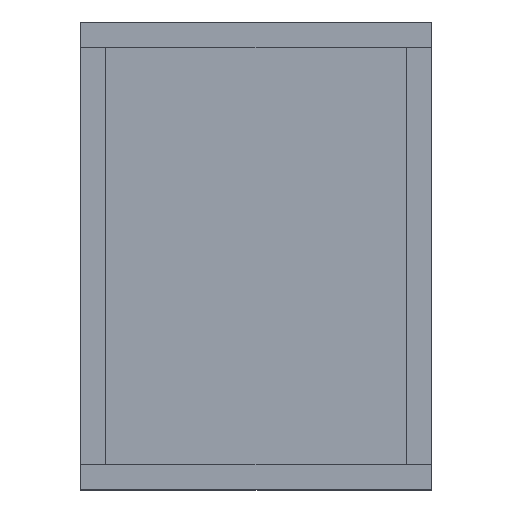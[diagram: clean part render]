
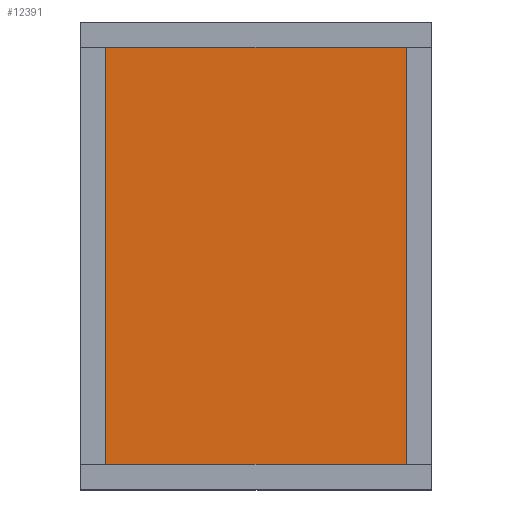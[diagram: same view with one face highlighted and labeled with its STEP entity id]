
A CAD part, top view. The second image highlights one B-rep face of the part: STEP entity #12391.
In plain terms, the highlighted planar face has unit normal (0, 0, 1).
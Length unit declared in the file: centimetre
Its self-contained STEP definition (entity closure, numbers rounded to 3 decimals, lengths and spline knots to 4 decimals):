
#729=FACE_OUTER_BOUND('',#1395,.T.);
#1395=EDGE_LOOP('',(#8099,#8100,#8101,#8102));
#2103=LINE('',#17486,#3512);
#2108=LINE('',#17496,#3517);
#2112=LINE('',#17504,#3521);
#2116=LINE('',#17510,#3525);
#3512=VECTOR('',#14075,1.);
#3517=VECTOR('',#14082,1.);
#3521=VECTOR('',#14088,1.);
#3525=VECTOR('',#14094,1.);
#4921=VERTEX_POINT('',#17483);
#4922=VERTEX_POINT('',#17485);
#4926=VERTEX_POINT('',#17494);
#4929=VERTEX_POINT('',#17503);
#6176=EDGE_CURVE('',#4921,#4922,#2103,.T.);
#6181=EDGE_CURVE('',#4926,#4921,#2108,.T.);
#6185=EDGE_CURVE('',#4922,#4929,#2112,.T.);
#6189=EDGE_CURVE('',#4929,#4926,#2116,.T.);
#8099=ORIENTED_EDGE('',*,*,#6185,.F.);
#8100=ORIENTED_EDGE('',*,*,#6176,.F.);
#8101=ORIENTED_EDGE('',*,*,#6181,.F.);
#8102=ORIENTED_EDGE('',*,*,#6189,.F.);
#11893=PLANE('',#13074);
#12391=ADVANCED_FACE('',(#729),#11893,.T.);
#13074=AXIS2_PLACEMENT_3D('',#17511,#14095,#14096);
#14075=DIRECTION('',(1.,0.,0.));
#14082=DIRECTION('',(0.,1.,0.));
#14088=DIRECTION('',(0.,-1.,0.));
#14094=DIRECTION('',(-1.,0.,0.));
#14095=DIRECTION('center_axis',(0.,0.,1.));
#14096=DIRECTION('ref_axis',(-1.,0.,0.));
#17483=CARTESIAN_POINT('',(-0.77,1.07,-1.0949));
#17485=CARTESIAN_POINT('',(0.77,1.07,-1.0949));
#17486=CARTESIAN_POINT('',(0.77,1.07,-1.0949));
#17494=CARTESIAN_POINT('',(-0.77,-1.07,-1.0949));
#17496=CARTESIAN_POINT('',(-0.77,1.07,-1.0949));
#17503=CARTESIAN_POINT('',(0.77,-1.07,-1.0949));
#17504=CARTESIAN_POINT('',(0.77,-1.07,-1.0949));
#17510=CARTESIAN_POINT('',(-0.77,-1.07,-1.0949));
#17511=CARTESIAN_POINT('Origin',(0.,0.,-1.0949));
